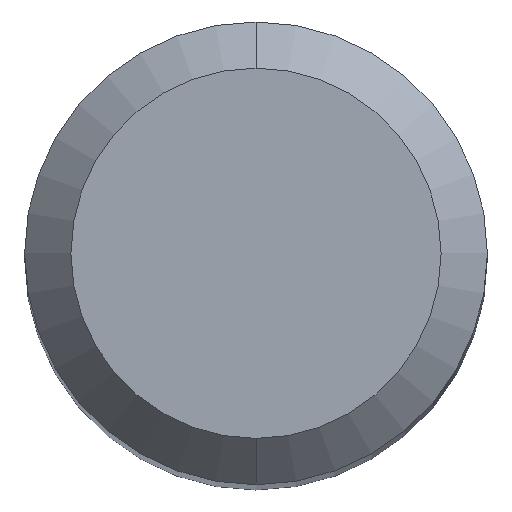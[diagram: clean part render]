
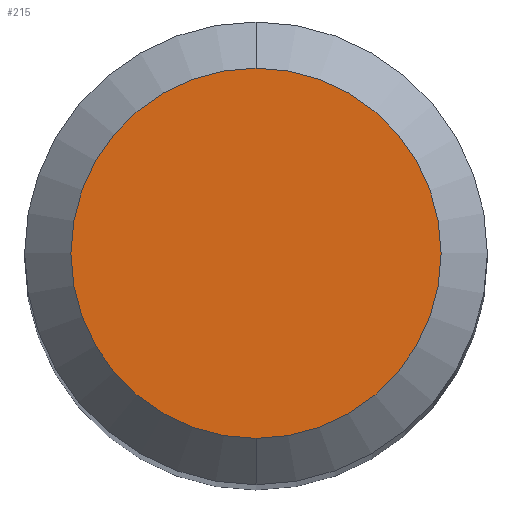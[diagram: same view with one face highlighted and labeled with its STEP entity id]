
A CAD part, top view. The second image highlights one B-rep face of the part: STEP entity #215.
In plain terms, the highlighted planar face has unit normal (0, 0, 1).
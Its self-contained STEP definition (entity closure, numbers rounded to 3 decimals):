
#42 = CIRCLE ( 'NONE', #176, 4.8 ) ;
#45 = EDGE_CURVE ( 'NONE', #242, #210, #42, .T. ) ;
#48 = CARTESIAN_POINT ( 'NONE',  ( 0., 0., 83. ) ) ;
#55 = DIRECTION ( 'NONE',  ( 0., 1., 0. ) ) ;
#72 = DIRECTION ( 'NONE',  ( 0., 1., 0. ) ) ;
#77 = CARTESIAN_POINT ( 'NONE',  ( 0., 0., 83. ) ) ;
#78 = CARTESIAN_POINT ( 'NONE',  ( 0., 4.8, 83. ) ) ;
#79 = CIRCLE ( 'NONE', #114, 4.8 ) ;
#86 = AXIS2_PLACEMENT_3D ( 'NONE', #94, #155, #236 ) ;
#94 = CARTESIAN_POINT ( 'NONE',  ( 0., 0., 83. ) ) ;
#97 = ORIENTED_EDGE ( 'NONE', *, *, #111, .F. ) ;
#111 = EDGE_CURVE ( 'NONE', #210, #242, #79, .T. ) ;
#114 = AXIS2_PLACEMENT_3D ( 'NONE', #48, #267, #72 ) ;
#117 = CARTESIAN_POINT ( 'NONE',  ( 0., -4.8, 83. ) ) ;
#123 = EDGE_LOOP ( 'NONE', ( #97, #271 ) ) ;
#155 = DIRECTION ( 'NONE',  ( 0., 0., -1. ) ) ;
#160 = FACE_OUTER_BOUND ( 'NONE', #123, .T. ) ;
#176 = AXIS2_PLACEMENT_3D ( 'NONE', #77, #244, #55 ) ;
#210 = VERTEX_POINT ( 'NONE', #78 ) ;
#215 = ADVANCED_FACE ( 'NONE', ( #160 ), #221, .F. ) ;
#221 = PLANE ( 'NONE',  #86 ) ;
#236 = DIRECTION ( 'NONE',  ( 0., 1., 0. ) ) ;
#242 = VERTEX_POINT ( 'NONE', #117 ) ;
#244 = DIRECTION ( 'NONE',  ( 0., 0., -1. ) ) ;
#267 = DIRECTION ( 'NONE',  ( 0., 0., -1. ) ) ;
#271 = ORIENTED_EDGE ( 'NONE', *, *, #45, .F. ) ;
